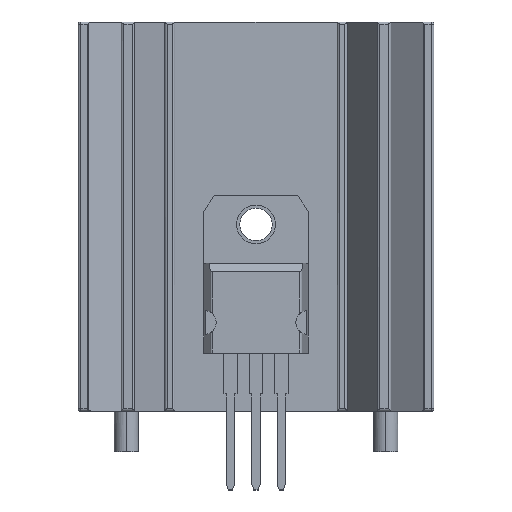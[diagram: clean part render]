
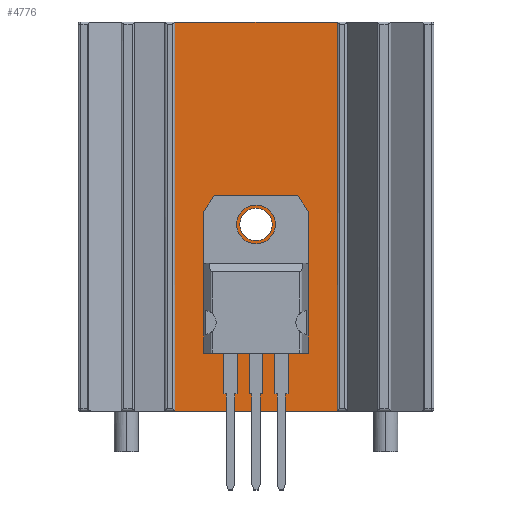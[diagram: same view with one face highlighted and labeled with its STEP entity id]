
A CAD part, top view. The second image highlights one B-rep face of the part: STEP entity #4776.
In plain terms, the highlighted planar face has unit normal (0, 0, 1).
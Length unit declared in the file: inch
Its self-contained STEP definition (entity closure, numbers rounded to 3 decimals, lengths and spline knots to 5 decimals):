
#213 = VERTEX_POINT ( 'NONE', #4401 ) ;
#384 = EDGE_CURVE ( 'NONE', #2495, #213, #2671, .T. ) ;
#681 = VERTEX_POINT ( 'NONE', #4654 ) ;
#804 = AXIS2_PLACEMENT_3D ( 'NONE', #2011, #1230, #4702 ) ;
#882 = AXIS2_PLACEMENT_3D ( 'NONE', #3832, #7388, #3222 ) ;
#905 = ORIENTED_EDGE ( 'NONE', *, *, #7450, .F. ) ;
#970 = ORIENTED_EDGE ( 'NONE', *, *, #384, .F. ) ;
#1230 = DIRECTION ( 'NONE',  ( 0., 0., 1. ) ) ;
#1464 = CARTESIAN_POINT ( 'NONE',  ( 1., 1.5, -0.21909 ) ) ;
#1467 = VECTOR ( 'NONE', #7116, 39.37008 ) ;
#1591 = FACE_OUTER_BOUND ( 'NONE', #8449, .T. ) ;
#1745 = DIRECTION ( 'NONE',  ( 0., -1., 0. ) ) ;
#1876 = CARTESIAN_POINT ( 'NONE',  ( 0.3748, 1.5, -0.21909 ) ) ;
#2011 = CARTESIAN_POINT ( 'NONE',  ( 0.6874, 0.72008, -0.21909 ) ) ;
#2180 = CARTESIAN_POINT ( 'NONE',  ( 0., 1.5, -0.21909 ) ) ;
#2495 = VERTEX_POINT ( 'NONE', #3689 ) ;
#2671 = CIRCLE ( 'NONE', #804, 0.0626 ) ;
#2828 = DIRECTION ( 'NONE',  ( -1., 0., 0. ) ) ;
#3222 = DIRECTION ( 'NONE',  ( 1., 0., 0. ) ) ;
#3246 = VERTEX_POINT ( 'NONE', #1876 ) ;
#3565 = LINE ( 'NONE', #4375, #9018 ) ;
#3663 = EDGE_LOOP ( 'NONE', ( #4429, #970 ) ) ;
#3689 = CARTESIAN_POINT ( 'NONE',  ( 0.6248, 0.72008, -0.21909 ) ) ;
#3824 = EDGE_CURVE ( 'NONE', #681, #8268, #7897, .T. ) ;
#3832 = CARTESIAN_POINT ( 'NONE',  ( 0.6874, 0.72008, -0.21909 ) ) ;
#3998 = LINE ( 'NONE', #8308, #7039 ) ;
#4135 = EDGE_CURVE ( 'NONE', #213, #2495, #6035, .T. ) ;
#4206 = DIRECTION ( 'NONE',  ( 1., 0., 0. ) ) ;
#4375 = CARTESIAN_POINT ( 'NONE',  ( 0.3748, 1.5, -0.21909 ) ) ;
#4401 = CARTESIAN_POINT ( 'NONE',  ( 0.75, 0.72008, -0.21909 ) ) ;
#4429 = ORIENTED_EDGE ( 'NONE', *, *, #4135, .F. ) ;
#4538 = VECTOR ( 'NONE', #4206, 39.37008 ) ;
#4654 = CARTESIAN_POINT ( 'NONE',  ( 1., 1.5, -0.21909 ) ) ;
#4702 = DIRECTION ( 'NONE',  ( 1., 0., 0. ) ) ;
#4776 = ADVANCED_FACE ( 'NONE', ( #8738, #1591 ), #7762, .F. ) ;
#4817 = DIRECTION ( 'NONE',  ( 1., 0., 0. ) ) ;
#5639 = LINE ( 'NONE', #2180, #4538 ) ;
#5651 = ORIENTED_EDGE ( 'NONE', *, *, #7691, .T. ) ;
#6035 = CIRCLE ( 'NONE', #882, 0.0626 ) ;
#6181 = CARTESIAN_POINT ( 'NONE',  ( 0.3748, 0., -0.21909 ) ) ;
#6273 = ORIENTED_EDGE ( 'NONE', *, *, #7415, .T. ) ;
#6909 = CARTESIAN_POINT ( 'NONE',  ( 0., 1.5, -0.21909 ) ) ;
#7039 = VECTOR ( 'NONE', #4817, 39.37008 ) ;
#7116 = DIRECTION ( 'NONE',  ( 0., -1., 0. ) ) ;
#7255 = ORIENTED_EDGE ( 'NONE', *, *, #3824, .F. ) ;
#7372 = VERTEX_POINT ( 'NONE', #6181 ) ;
#7388 = DIRECTION ( 'NONE',  ( 0., 0., 1. ) ) ;
#7415 = EDGE_CURVE ( 'NONE', #7372, #8268, #3998, .T. ) ;
#7441 = CARTESIAN_POINT ( 'NONE',  ( 1., 0., -0.21909 ) ) ;
#7450 = EDGE_CURVE ( 'NONE', #3246, #681, #5639, .T. ) ;
#7691 = EDGE_CURVE ( 'NONE', #3246, #7372, #3565, .T. ) ;
#7762 = PLANE ( 'NONE',  #8637 ) ;
#7897 = LINE ( 'NONE', #1464, #1467 ) ;
#8268 = VERTEX_POINT ( 'NONE', #7441 ) ;
#8308 = CARTESIAN_POINT ( 'NONE',  ( 0., 0., -0.21909 ) ) ;
#8449 = EDGE_LOOP ( 'NONE', ( #6273, #7255, #905, #5651 ) ) ;
#8637 = AXIS2_PLACEMENT_3D ( 'NONE', #6909, #9005, #2828 ) ;
#8738 = FACE_BOUND ( 'NONE', #3663, .T. ) ;
#9005 = DIRECTION ( 'NONE',  ( 0., 0., -1. ) ) ;
#9018 = VECTOR ( 'NONE', #1745, 39.37008 ) ;
